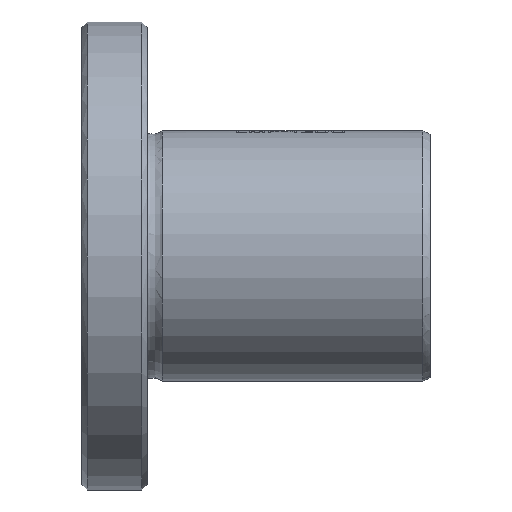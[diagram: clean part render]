
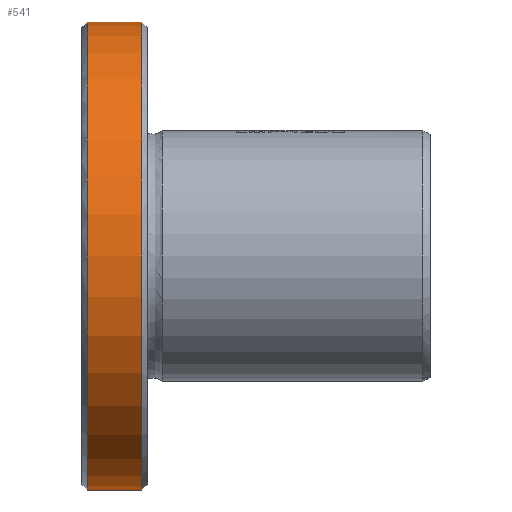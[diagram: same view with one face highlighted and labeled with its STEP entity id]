
A CAD part, front view. The second image highlights one B-rep face of the part: STEP entity #541.
In plain terms, the highlighted cylindrical face has radius 21.5 mm (diameter 43 mm), a full revolution.
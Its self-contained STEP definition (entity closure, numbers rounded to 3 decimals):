
#493=CYLINDRICAL_SURFACE('',#6163,21.5);
#541=ADVANCED_FACE('',(#1183,#1184),#493,.T.);
#1090=CIRCLE('',#6153,21.5);
#1091=CIRCLE('',#6154,21.5);
#1092=CIRCLE('',#6161,21.5);
#1093=CIRCLE('',#6162,21.5);
#1183=FACE_BOUND('',#1285,.T.);
#1184=FACE_BOUND('',#1286,.T.);
#1285=EDGE_LOOP('',(#2351,#2352));
#1286=EDGE_LOOP('',(#2353,#2354));
#2351=ORIENTED_EDGE('',*,*,#4583,.T.);
#2352=ORIENTED_EDGE('',*,*,#4584,.T.);
#2353=ORIENTED_EDGE('',*,*,#4593,.F.);
#2354=ORIENTED_EDGE('',*,*,#4594,.F.);
#4001=VERTEX_POINT('',#9279);
#4002=VERTEX_POINT('',#9280);
#4011=VERTEX_POINT('',#9377);
#4012=VERTEX_POINT('',#9378);
#4583=EDGE_CURVE('',#4001,#4002,#1090,.T.);
#4584=EDGE_CURVE('',#4002,#4001,#1091,.T.);
#4593=EDGE_CURVE('',#4011,#4012,#1092,.T.);
#4594=EDGE_CURVE('',#4012,#4011,#1093,.T.);
#6153=AXIS2_PLACEMENT_3D('',#9278,#6650,#6651);
#6154=AXIS2_PLACEMENT_3D('',#9281,#6652,#6653);
#6161=AXIS2_PLACEMENT_3D('',#9376,#6666,#6667);
#6162=AXIS2_PLACEMENT_3D('',#9379,#6668,#6669);
#6163=AXIS2_PLACEMENT_3D('',#9380,#6670,#6671);
#6650=DIRECTION('',(1.,0.,0.));
#6651=DIRECTION('',(0.,0.,-1.));
#6652=DIRECTION('',(1.,0.,0.));
#6653=DIRECTION('',(0.,0.,-1.));
#6666=DIRECTION('',(1.,0.,0.));
#6667=DIRECTION('',(0.,0.,1.));
#6668=DIRECTION('',(1.,0.,0.));
#6669=DIRECTION('',(0.,0.,1.));
#6670=DIRECTION('',(1.,0.,0.));
#6671=DIRECTION('',(0.,0.,-1.));
#9278=CARTESIAN_POINT('',(0.5,0.,0.));
#9279=CARTESIAN_POINT('',(0.5,0.,-21.5));
#9280=CARTESIAN_POINT('',(0.5,0.,21.5));
#9281=CARTESIAN_POINT('',(0.5,0.,0.));
#9376=CARTESIAN_POINT('',(5.5,0.,0.));
#9377=CARTESIAN_POINT('',(5.5,0.,21.5));
#9378=CARTESIAN_POINT('',(5.5,0.,-21.5));
#9379=CARTESIAN_POINT('',(5.5,0.,0.));
#9380=CARTESIAN_POINT('',(0.5,0.,0.));
